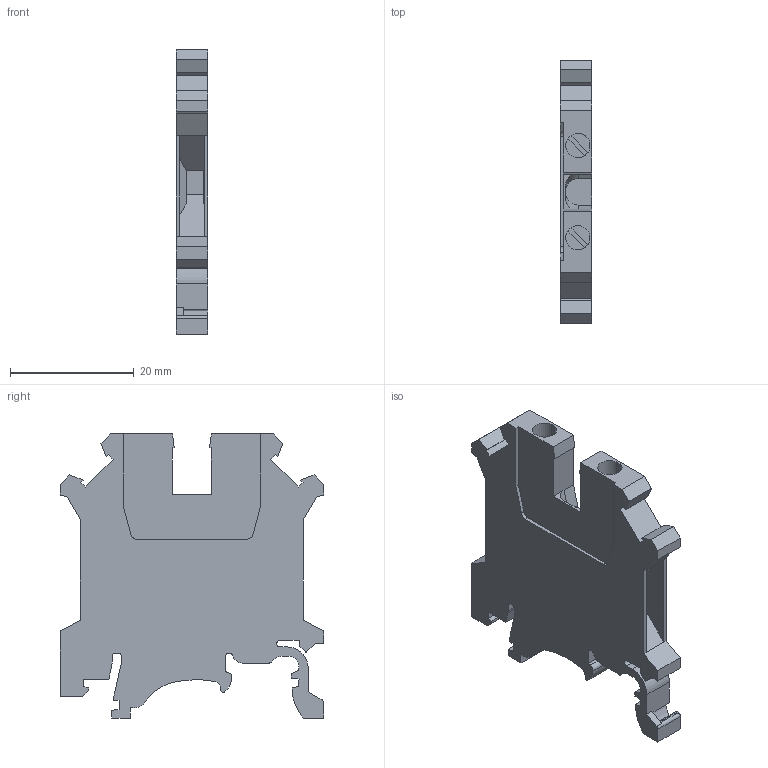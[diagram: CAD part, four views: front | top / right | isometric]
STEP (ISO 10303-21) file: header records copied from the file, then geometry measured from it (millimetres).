
FILE_DESCRIPTION(('Creo Elements/Direct Modeling STEP Export'),'2;1');
FILE_NAME('model.stp','2021-04-08T 0:25:25',(''),(''),'Creo Elements/Direct Modeling STEP processor for AP214 (Solid Model)','Creo Elements/Direct Modeling 20.1D 10-Oct-2020 (C) Parametric Technology GmbH','');
FILE_SCHEMA(('AUTOMOTIVE_DESIGN { 1 0 10303 214 1 1 1 1 }'));
Length unit declared in the file: millimetre
Products named in the file (2): UK_3_N_WH-select
Assembly tree (1 placements, depth 2):
  UK_3_N_WH-select
    UK_3_N_WH-select
Bounding box: 5.15 x 42.52 x 45.9 mm (x, y, z)
Volume: 6055 mm3; surface area: 4886.8 mm2
Topology: 1 solids, 1 shells, 175 faces, 501 edges, 330 vertices
Faces by surface type: plane 138, cylinder 37
Entity records: 7044 total; most frequent: ORIENTED_EDGE 1002, CARTESIAN_POINT 995, DIRECTION 914, EDGE_CURVE 501, VECTOR 416, LINE 416, VERTEX_POINT 330, AXIS2_PLACEMENT_3D 249
